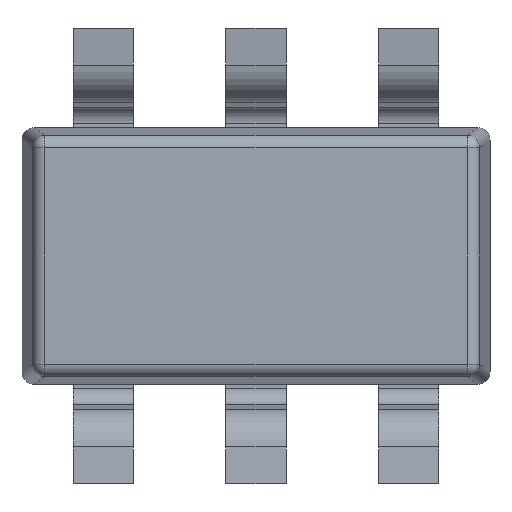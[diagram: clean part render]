
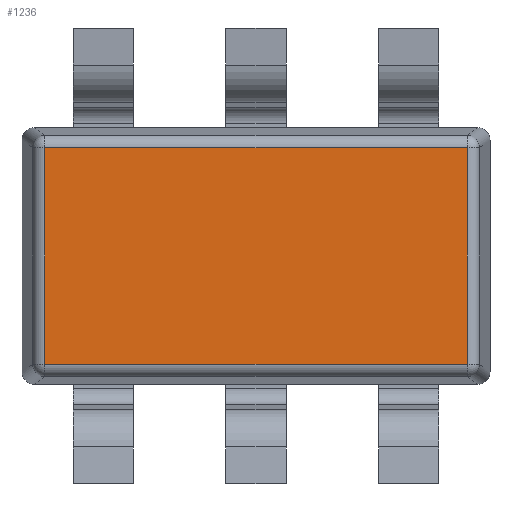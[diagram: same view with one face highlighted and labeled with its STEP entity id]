
A CAD part, front view. The second image highlights one B-rep face of the part: STEP entity #1236.
In plain terms, the highlighted planar face has unit normal (0, -1, 0).
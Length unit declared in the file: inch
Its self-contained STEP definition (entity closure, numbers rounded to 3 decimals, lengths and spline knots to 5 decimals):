
#442=DIRECTION('',(0.,0.,-1.));
#443=VECTOR('',#442,0.0533);
#444=CARTESIAN_POINT('',(-0.0519,-0.03,0.02665));
#445=LINE('',#444,#443);
#456=DIRECTION('',(0.,0.,1.));
#457=VECTOR('',#456,0.0533);
#458=CARTESIAN_POINT('',(0.0519,-0.03,-0.02665));
#459=LINE('',#458,#457);
#528=DIRECTION('',(-1.,0.,0.));
#529=VECTOR('',#528,0.1038);
#530=CARTESIAN_POINT('',(0.0519,-0.03,0.02665));
#531=LINE('',#530,#529);
#688=DIRECTION('',(1.,0.,0.));
#689=VECTOR('',#688,0.1038);
#690=CARTESIAN_POINT('',(-0.0519,-0.03,-0.02665));
#691=LINE('',#690,#689);
#766=CARTESIAN_POINT('',(0.0519,-0.03,-0.02665));
#767=CARTESIAN_POINT('',(0.0519,-0.03,0.02665));
#768=VERTEX_POINT('',#766);
#769=VERTEX_POINT('',#767);
#816=CARTESIAN_POINT('',(-0.0519,-0.03,-0.02665));
#817=VERTEX_POINT('',#816);
#834=CARTESIAN_POINT('',(-0.0519,-0.03,0.02665));
#835=VERTEX_POINT('',#834);
#1222=CARTESIAN_POINT('',(0.,-0.03,0.));
#1223=DIRECTION('',(0.,-1.,0.));
#1224=DIRECTION('',(-1.,0.,0.));
#1225=AXIS2_PLACEMENT_3D('',#1222,#1223,#1224);
#1226=PLANE('',#1225);
#1228=ORIENTED_EDGE('',*,*,#1227,.F.);
#1230=ORIENTED_EDGE('',*,*,#1229,.F.);
#1231=ORIENTED_EDGE('',*,*,#1212,.F.);
#1233=ORIENTED_EDGE('',*,*,#1232,.F.);
#1234=EDGE_LOOP('',(#1228,#1230,#1231,#1233));
#1235=FACE_OUTER_BOUND('',#1234,.F.);
#1236=ADVANCED_FACE('',(#1235),#1226,.T.);
#1212=EDGE_CURVE('',#835,#817,#445,.T.);
#1227=EDGE_CURVE('',#768,#769,#459,.T.);
#1229=EDGE_CURVE('',#817,#768,#691,.T.);
#1232=EDGE_CURVE('',#769,#835,#531,.T.);
